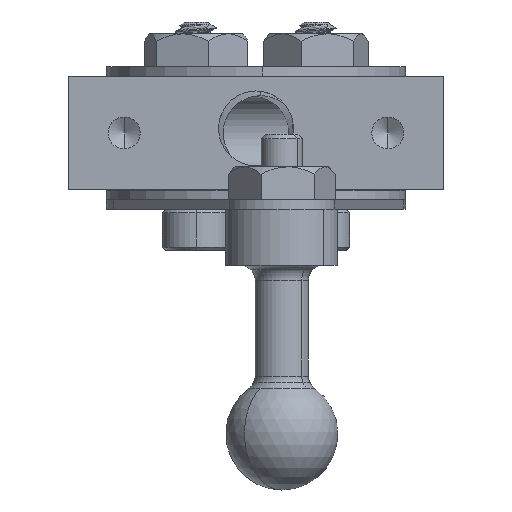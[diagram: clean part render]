
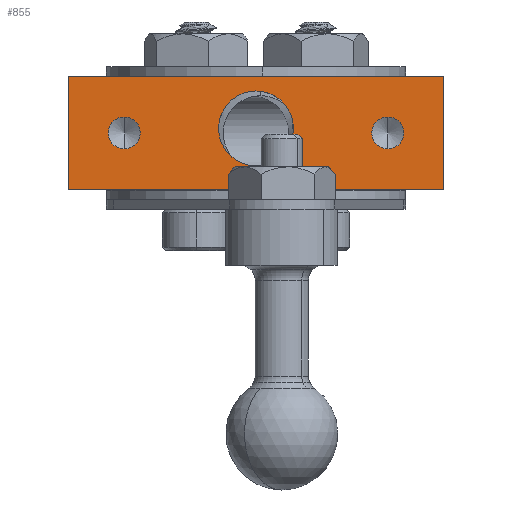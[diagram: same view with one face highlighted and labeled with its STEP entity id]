
A CAD part, left-side view. The second image highlights one B-rep face of the part: STEP entity #855.
In plain terms, the highlighted planar face has unit normal (-1, 0, 0).
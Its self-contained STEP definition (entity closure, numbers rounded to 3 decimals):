
#30=DIRECTION('',(0.,-1.,0.));
#31=VECTOR('',#30,31.75);
#32=CARTESIAN_POINT('',(-23.012,15.875,0.));
#33=LINE('',#32,#31);
#52=DIRECTION('',(0.,0.,-1.));
#53=VECTOR('',#52,9.525);
#54=CARTESIAN_POINT('',(-23.012,15.875,9.525));
#55=LINE('',#54,#53);
#134=DIRECTION('',(0.,-1.,0.));
#135=VECTOR('',#134,31.75);
#136=CARTESIAN_POINT('',(-23.012,15.875,9.525));
#137=LINE('',#136,#135);
#138=DIRECTION('',(0.,0.,-1.));
#139=VECTOR('',#138,9.525);
#140=CARTESIAN_POINT('',(-23.012,-15.875,9.525));
#141=LINE('',#140,#139);
#142=CARTESIAN_POINT('',(-23.012,-11.176,4.763));
#143=DIRECTION('',(-1.,0.,0.));
#144=DIRECTION('',(0.,0.,-1.));
#145=AXIS2_PLACEMENT_3D('',#142,#143,#144);
#147=CARTESIAN_POINT('',(-23.012,-11.176,4.763));
#148=DIRECTION('',(-1.,0.,0.));
#149=DIRECTION('',(0.,0.,1.));
#150=AXIS2_PLACEMENT_3D('',#147,#148,#149);
#152=CARTESIAN_POINT('',(-23.012,0.,5.149));
#153=DIRECTION('',(-1.,0.,0.));
#154=DIRECTION('',(0.,1.,0.));
#155=AXIS2_PLACEMENT_3D('',#152,#153,#154);
#157=CARTESIAN_POINT('',(-23.012,0.,5.149));
#158=DIRECTION('',(-1.,0.,0.));
#159=DIRECTION('',(0.,-1.,0.));
#160=AXIS2_PLACEMENT_3D('',#157,#158,#159);
#162=CARTESIAN_POINT('',(-23.012,11.176,4.763));
#163=DIRECTION('',(-1.,0.,0.));
#164=DIRECTION('',(0.,0.,-1.));
#165=AXIS2_PLACEMENT_3D('',#162,#163,#164);
#167=CARTESIAN_POINT('',(-23.012,11.176,4.763));
#168=DIRECTION('',(-1.,0.,0.));
#169=DIRECTION('',(0.,0.,1.));
#170=AXIS2_PLACEMENT_3D('',#167,#168,#169);
#606=CARTESIAN_POINT('',(-23.012,15.875,0.));
#607=VERTEX_POINT('',#606);
#608=CARTESIAN_POINT('',(-23.012,-15.875,0.));
#609=VERTEX_POINT('',#608);
#633=CARTESIAN_POINT('',(-23.012,15.875,9.525));
#634=VERTEX_POINT('',#633);
#661=CARTESIAN_POINT('',(-23.012,-15.875,9.525));
#662=VERTEX_POINT('',#661);
#682=CARTESIAN_POINT('',(-23.012,-11.176,3.41));
#683=CARTESIAN_POINT('',(-23.012,-11.176,6.115));
#684=VERTEX_POINT('',#682);
#685=VERTEX_POINT('',#683);
#686=CARTESIAN_POINT('',(-23.012,3.175,5.149));
#687=CARTESIAN_POINT('',(-23.012,-3.175,5.149));
#688=VERTEX_POINT('',#686);
#689=VERTEX_POINT('',#687);
#690=CARTESIAN_POINT('',(-23.012,11.176,3.41));
#691=CARTESIAN_POINT('',(-23.012,11.176,6.115));
#692=VERTEX_POINT('',#690);
#693=VERTEX_POINT('',#691);
#826=CARTESIAN_POINT('',(-23.012,15.875,9.525));
#827=DIRECTION('',(1.,0.,0.));
#828=DIRECTION('',(0.,1.,0.));
#829=AXIS2_PLACEMENT_3D('',#826,#827,#828);
#830=PLANE('',#829);
#831=ORIENTED_EDGE('',*,*,#730,.F.);
#832=ORIENTED_EDGE('',*,*,#752,.F.);
#833=ORIENTED_EDGE('',*,*,#783,.T.);
#834=ORIENTED_EDGE('',*,*,#801,.T.);
#835=EDGE_LOOP('',(#831,#832,#833,#834));
#836=FACE_OUTER_BOUND('',#835,.F.);
#838=ORIENTED_EDGE('',*,*,#837,.T.);
#840=ORIENTED_EDGE('',*,*,#839,.T.);
#841=EDGE_LOOP('',(#838,#840));
#842=FACE_BOUND('',#841,.F.);
#844=ORIENTED_EDGE('',*,*,#843,.T.);
#846=ORIENTED_EDGE('',*,*,#845,.T.);
#847=EDGE_LOOP('',(#844,#846));
#848=FACE_BOUND('',#847,.F.);
#850=ORIENTED_EDGE('',*,*,#849,.T.);
#852=ORIENTED_EDGE('',*,*,#851,.T.);
#853=EDGE_LOOP('',(#850,#852));
#854=FACE_BOUND('',#853,.F.);
#855=ADVANCED_FACE('',(#836,#842,#848,#854),#830,.F.);
#146=CIRCLE('',#145,1.353);
#151=CIRCLE('',#150,1.353);
#156=CIRCLE('',#155,3.175);
#161=CIRCLE('',#160,3.175);
#166=CIRCLE('',#165,1.353);
#171=CIRCLE('',#170,1.353);
#730=EDGE_CURVE('',#607,#609,#33,.T.);
#752=EDGE_CURVE('',#634,#607,#55,.T.);
#783=EDGE_CURVE('',#634,#662,#137,.T.);
#801=EDGE_CURVE('',#662,#609,#141,.T.);
#837=EDGE_CURVE('',#684,#685,#146,.T.);
#839=EDGE_CURVE('',#685,#684,#151,.T.);
#843=EDGE_CURVE('',#688,#689,#156,.T.);
#845=EDGE_CURVE('',#689,#688,#161,.T.);
#849=EDGE_CURVE('',#692,#693,#166,.T.);
#851=EDGE_CURVE('',#693,#692,#171,.T.);
